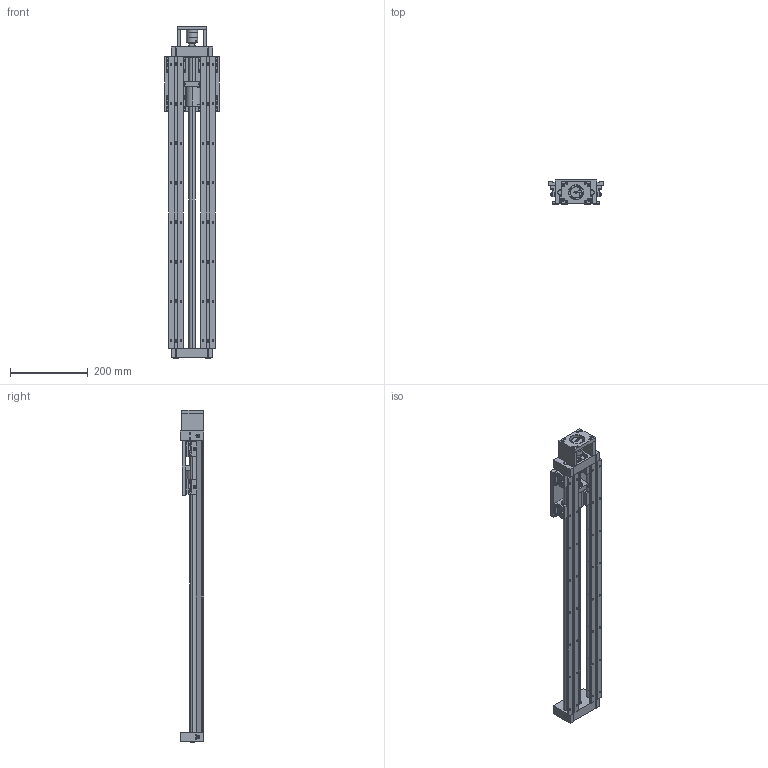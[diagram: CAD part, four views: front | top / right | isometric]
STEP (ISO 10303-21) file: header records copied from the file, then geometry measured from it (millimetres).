
FILE_DESCRIPTION (( 'STEP AP203' ), '1' );
FILE_NAME ('LARSD2-08T24BP2C.step', '2020-07-08T20:21:59', ( '' ), ( '' ), 'SwSTEP 2.0', 'SolidWorks 2019', '' );
FILE_SCHEMA (( 'CONFIG_CONTROL_DESIGN' ));
Length unit declared in the file: inch
Products named in the file (3): LARSD2-08T24BP2C_RAIL; LARSD2-08T24BP2C_CAR; LARSD2-08T24BP2C
Assembly tree (2 placements, depth 2):
  LARSD2-08T24BP2C
    LARSD2-08T24BP2C_RAIL
    LARSD2-08T24BP2C_CAR
Bounding box: 139.7 x 60.45 x 854.08 mm (x, y, z)
Volume: 1629140.6 mm3; surface area: 526332 mm2
Topology: 75 solids, 76 shells, 2437 faces, 6077 edges, 3915 vertices
Faces by surface type: plane 969, cylinder 842, cone 500, bspline 126
Entity records: 84603 total; most frequent: CARTESIAN_POINT 25141, DIRECTION 12636, ORIENTED_EDGE 11986, EDGE_CURVE 5993, AXIS2_PLACEMENT_3D 4714, VERTEX_POINT 3915, LINE 3208, VECTOR 3208
